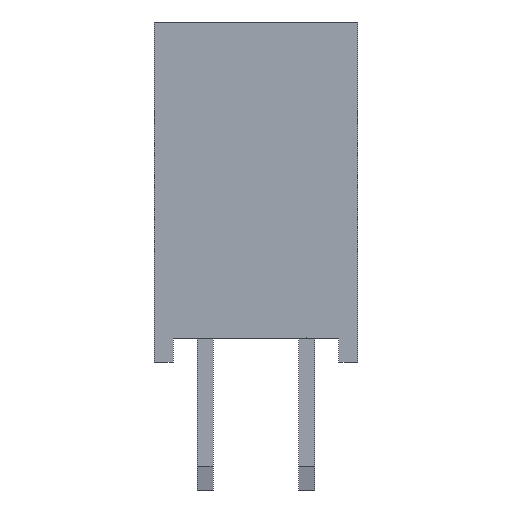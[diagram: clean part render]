
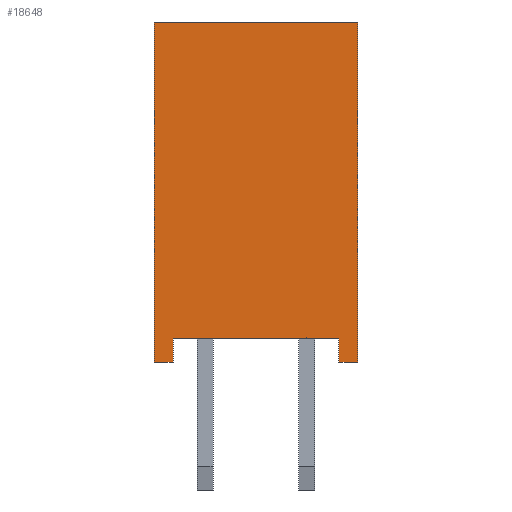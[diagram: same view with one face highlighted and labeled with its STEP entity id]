
A CAD part, left-side view. The second image highlights one B-rep face of the part: STEP entity #18648.
In plain terms, the highlighted planar face has unit normal (-1, 0, 0).
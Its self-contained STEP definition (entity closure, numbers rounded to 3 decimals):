
#1085 = AXIS2_PLACEMENT_3D ( 'NONE', #26213, #28027, #15243 ) ;
#2481 = DIRECTION ( 'NONE',  ( 0., 1., 0. ) ) ;
#3033 = CARTESIAN_POINT ( 'NONE',  ( -1.27, 2.54, 8.5 ) ) ;
#3311 = DIRECTION ( 'NONE',  ( 0., 0., -1. ) ) ;
#3392 = CARTESIAN_POINT ( 'NONE',  ( -1.27, 2.07, 0.6 ) ) ;
#3839 = CARTESIAN_POINT ( 'NONE',  ( -1.27, 2.54, 0. ) ) ;
#4400 = CARTESIAN_POINT ( 'NONE',  ( -1.27, 2.07, 0. ) ) ;
#4673 = ORIENTED_EDGE ( 'NONE', *, *, #8733, .T. ) ;
#4753 = VERTEX_POINT ( 'NONE', #10997 ) ;
#4795 = LINE ( 'NONE', #27270, #11948 ) ;
#5068 = EDGE_LOOP ( 'NONE', ( #11105, #25761, #27264, #13373, #20688, #11865, #4673, #21741 ) ) ;
#5410 = EDGE_CURVE ( 'NONE', #25125, #4753, #20584, .T. ) ;
#5768 = CARTESIAN_POINT ( 'NONE',  ( -1.27, 2.54, 8.5 ) ) ;
#6510 = EDGE_CURVE ( 'NONE', #27854, #9981, #19775, .T. ) ;
#7945 = DIRECTION ( 'NONE',  ( 0., 0., -1. ) ) ;
#8226 = VERTEX_POINT ( 'NONE', #18521 ) ;
#8235 = DIRECTION ( 'NONE',  ( 0., -1., 0. ) ) ;
#8733 = EDGE_CURVE ( 'NONE', #10514, #9981, #4795, .T. ) ;
#8822 = VECTOR ( 'NONE', #7945, 1000. ) ;
#9981 = VERTEX_POINT ( 'NONE', #4400 ) ;
#10514 = VERTEX_POINT ( 'NONE', #21420 ) ;
#10997 = CARTESIAN_POINT ( 'NONE',  ( -1.27, -2.54, 0. ) ) ;
#11105 = ORIENTED_EDGE ( 'NONE', *, *, #18831, .F. ) ;
#11136 = CARTESIAN_POINT ( 'NONE',  ( -1.27, -2.07, 0.6 ) ) ;
#11366 = VECTOR ( 'NONE', #26684, 1000. ) ;
#11865 = ORIENTED_EDGE ( 'NONE', *, *, #20046, .T. ) ;
#11948 = VECTOR ( 'NONE', #14217, 1000. ) ;
#12199 = VECTOR ( 'NONE', #3311, 1000. ) ;
#12861 = LINE ( 'NONE', #3033, #12199 ) ;
#13021 = DIRECTION ( 'NONE',  ( 0., 0., -1. ) ) ;
#13086 = CARTESIAN_POINT ( 'NONE',  ( -1.27, 2.54, 8.5 ) ) ;
#13373 = ORIENTED_EDGE ( 'NONE', *, *, #19470, .F. ) ;
#13709 = VECTOR ( 'NONE', #2481, 1000. ) ;
#14105 = VECTOR ( 'NONE', #19092, 1000. ) ;
#14217 = DIRECTION ( 'NONE',  ( 0., -1., 0. ) ) ;
#15012 = EDGE_CURVE ( 'NONE', #25125, #8226, #18505, .T. ) ;
#15243 = DIRECTION ( 'NONE',  ( 0., 0., -1. ) ) ;
#16015 = VERTEX_POINT ( 'NONE', #13086 ) ;
#17807 = FACE_OUTER_BOUND ( 'NONE', #5068, .T. ) ;
#18505 = LINE ( 'NONE', #11136, #11366 ) ;
#18521 = CARTESIAN_POINT ( 'NONE',  ( -1.27, -2.07, 0.6 ) ) ;
#18588 = VECTOR ( 'NONE', #8235, 1000. ) ;
#18648 = ADVANCED_FACE ( 'NONE', ( #17807 ), #20970, .F. ) ;
#18831 = EDGE_CURVE ( 'NONE', #8226, #27854, #28044, .T. ) ;
#19092 = DIRECTION ( 'NONE',  ( 0., -1., 0. ) ) ;
#19470 = EDGE_CURVE ( 'NONE', #22188, #4753, #23186, .T. ) ;
#19775 = LINE ( 'NONE', #3392, #8822 ) ;
#19787 = CARTESIAN_POINT ( 'NONE',  ( -1.27, -2.54, 8.5 ) ) ;
#20046 = EDGE_CURVE ( 'NONE', #16015, #10514, #12861, .T. ) ;
#20119 = VECTOR ( 'NONE', #13021, 1000. ) ;
#20584 = LINE ( 'NONE', #3839, #14105 ) ;
#20600 = CARTESIAN_POINT ( 'NONE',  ( -1.27, -2.54, 8.5 ) ) ;
#20688 = ORIENTED_EDGE ( 'NONE', *, *, #22484, .F. ) ;
#20970 = PLANE ( 'NONE',  #1085 ) ;
#21420 = CARTESIAN_POINT ( 'NONE',  ( -1.27, 2.54, 0. ) ) ;
#21741 = ORIENTED_EDGE ( 'NONE', *, *, #6510, .F. ) ;
#22188 = VERTEX_POINT ( 'NONE', #20600 ) ;
#22484 = EDGE_CURVE ( 'NONE', #16015, #22188, #25131, .T. ) ;
#23186 = LINE ( 'NONE', #19787, #20119 ) ;
#23831 = CARTESIAN_POINT ( 'NONE',  ( -1.27, 2.07, 0.6 ) ) ;
#24224 = CARTESIAN_POINT ( 'NONE',  ( -1.27, 0.47, 0.6 ) ) ;
#24509 = CARTESIAN_POINT ( 'NONE',  ( -1.27, -2.07, 0. ) ) ;
#25125 = VERTEX_POINT ( 'NONE', #24509 ) ;
#25131 = LINE ( 'NONE', #5768, #18588 ) ;
#25761 = ORIENTED_EDGE ( 'NONE', *, *, #15012, .F. ) ;
#26213 = CARTESIAN_POINT ( 'NONE',  ( -1.27, 2.54, 8.5 ) ) ;
#26684 = DIRECTION ( 'NONE',  ( 0., 0., 1. ) ) ;
#27264 = ORIENTED_EDGE ( 'NONE', *, *, #5410, .T. ) ;
#27270 = CARTESIAN_POINT ( 'NONE',  ( -1.27, 2.54, 0. ) ) ;
#27854 = VERTEX_POINT ( 'NONE', #23831 ) ;
#28027 = DIRECTION ( 'NONE',  ( 1., 0., 0. ) ) ;
#28044 = LINE ( 'NONE', #24224, #13709 ) ;
